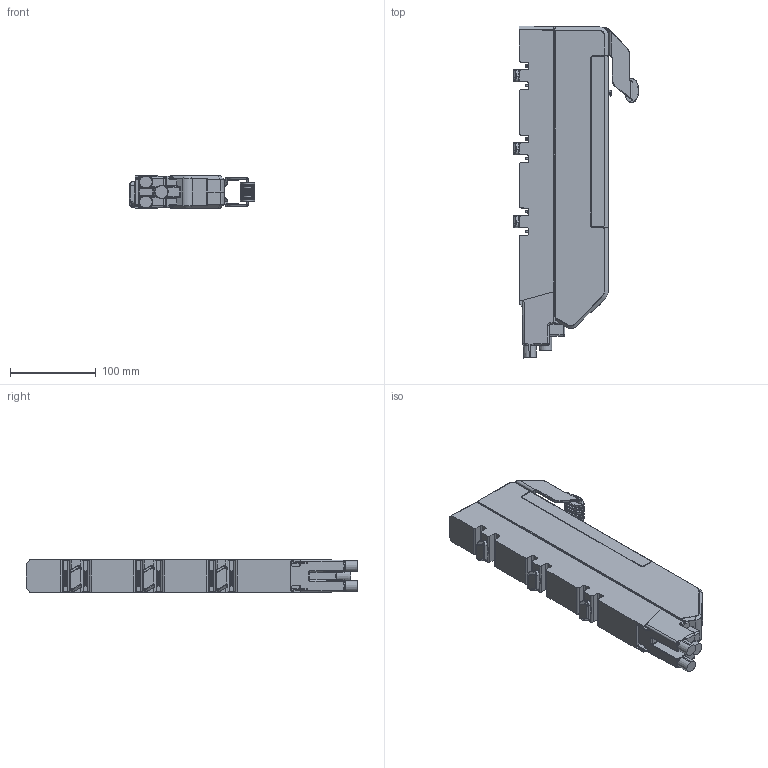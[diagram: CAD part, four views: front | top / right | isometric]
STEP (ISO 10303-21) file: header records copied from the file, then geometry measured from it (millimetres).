
FILE_DESCRIPTION(/* description */ (''),/* implementation_level */ '2;1');
FILE_NAME(/* name */ 'Dummy_single_solid_ABB.stp',/* time_stamp */ '2017-01-26T11:15:33+01:00',/* author */ (''),/* organization */ (''),/* preprocessor_version */ 'ST-DEVELOPER v16',/* originating_system */ 'SIEMENS PLM Software NX 11.0',/* authorisation */ '');
FILE_SCHEMA (('AUTOMOTIVE_DESIGN { 1 0 10303 214 3 1 1 1 }'));
Products named in the file (1): admi1334BD9Cdqe6
Bounding box: 146.13 x 386.84 x 37.94 mm (x, y, z)
Volume: 1308611.2 mm3; surface area: 179693.2 mm2
Topology: 8 solids, 8 shells, 2041 faces, 5708 edges, 3629 vertices
Faces by surface type: cylinder 904, plane 737, bspline 268, sphere 42, cone 32, torus 30, extrusion 28
Entity records: 79084 total; most frequent: CARTESIAN_POINT 25239, ORIENTED_EDGE 11308, DIRECTION 9850, EDGE_CURVE 5654, AXIS2_PLACEMENT_3D 3698, VERTEX_POINT 3628, VECTOR 2454, LINE 2426
